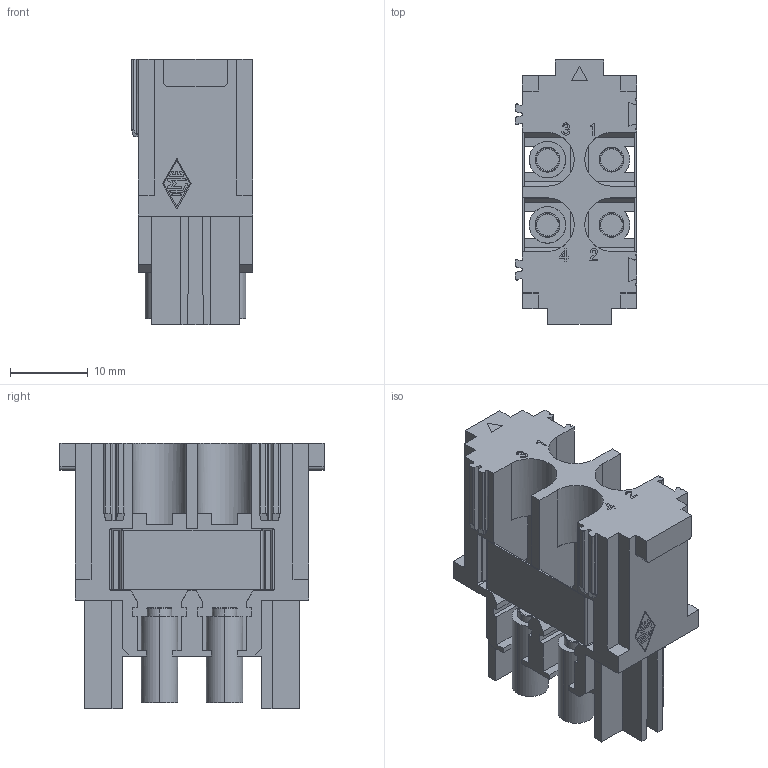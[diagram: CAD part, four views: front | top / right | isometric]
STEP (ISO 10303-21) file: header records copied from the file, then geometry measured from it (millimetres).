
FILE_DESCRIPTION(('Creo Elements/Direct Modeling STEP Export'),'2;1');
FILE_NAME('0ln7uvk45kn08bu3636','2016-11-09T14:01:02',(''),(''),'PTC Creo Elements/Direct Modeling STEP processor for AP214 (Solid Model)','PTC Creo Elements/Direct Modeling 19.0E 27-Jun-2016 (C) Parametric Technology GmbH','');
FILE_SCHEMA(('AUTOMOTIVE_DESIGN { 1 0 10303 214 1 1 1 1 }'));
Length unit declared in the file: millimetre
Products named in the file (2): CX_04_SCF-H
Assembly tree (1 placements, depth 2):
  CX_04_SCF-H
    CX_04_SCF-H
Bounding box: 15.6 x 34 x 34.2 mm (x, y, z)
Volume: 7528.6 mm3; surface area: 7434.3 mm2
Topology: 1 solids, 1 shells, 465 faces, 1571 edges, 1109 vertices
Faces by surface type: plane 321, cylinder 120, sphere 16, torus 8
Entity records: 20317 total; most frequent: ORIENTED_EDGE 3118, CARTESIAN_POINT 3103, DIRECTION 2516, EDGE_CURVE 1555, VECTOR 1200, LINE 1200, VERTEX_POINT 1109, AXIS2_PLACEMENT_3D 658
